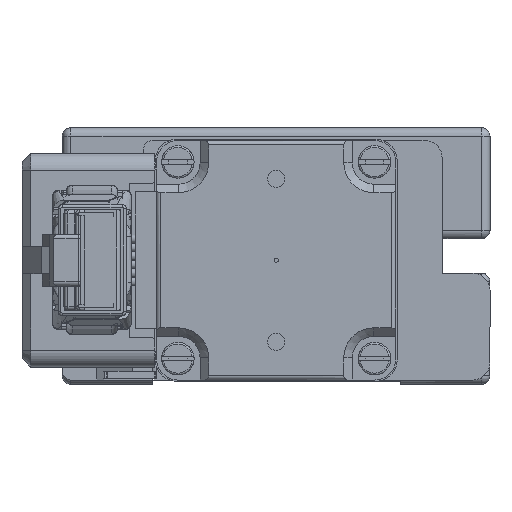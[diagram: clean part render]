
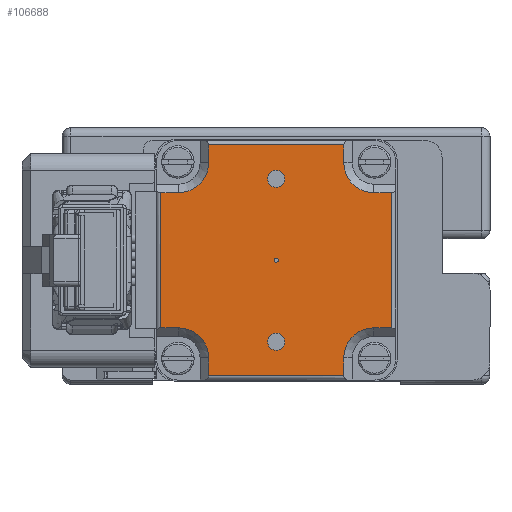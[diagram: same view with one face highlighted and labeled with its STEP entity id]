
A CAD part, front view. The second image highlights one B-rep face of the part: STEP entity #106688.
In plain terms, the highlighted face is planar.
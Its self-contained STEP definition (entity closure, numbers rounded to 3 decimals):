
#4035=CIRCLE('',#145020,1.007);
#4036=CIRCLE('',#145022,1.007);
#4037=CIRCLE('',#145024,0.25);
#4038=CIRCLE('',#145030,3.5);
#4039=CIRCLE('',#145031,3.5);
#4040=CIRCLE('',#145032,3.5);
#4041=CIRCLE('',#145033,3.5);
#35324=ORIENTED_EDGE('',*,*,#50745,.T.);
#35325=ORIENTED_EDGE('',*,*,#50744,.T.);
#35326=ORIENTED_EDGE('',*,*,#50743,.T.);
#35327=ORIENTED_EDGE('',*,*,#50749,.F.);
#35328=ORIENTED_EDGE('',*,*,#50754,.F.);
#35329=ORIENTED_EDGE('',*,*,#50755,.F.);
#35330=ORIENTED_EDGE('',*,*,#50756,.F.);
#35331=ORIENTED_EDGE('',*,*,#50757,.F.);
#35332=ORIENTED_EDGE('',*,*,#50758,.F.);
#35333=ORIENTED_EDGE('',*,*,#50759,.F.);
#35334=ORIENTED_EDGE('',*,*,#50760,.F.);
#35335=ORIENTED_EDGE('',*,*,#50761,.F.);
#35336=ORIENTED_EDGE('',*,*,#50762,.F.);
#35337=ORIENTED_EDGE('',*,*,#50763,.F.);
#35338=ORIENTED_EDGE('',*,*,#50764,.F.);
#35339=ORIENTED_EDGE('',*,*,#50765,.F.);
#35340=ORIENTED_EDGE('',*,*,#50766,.F.);
#35341=ORIENTED_EDGE('',*,*,#50767,.F.);
#35342=ORIENTED_EDGE('',*,*,#50750,.F.);
#50743=EDGE_CURVE('',#60958,#60958,#4035,.T.);
#50744=EDGE_CURVE('',#60959,#60959,#4036,.T.);
#50745=EDGE_CURVE('',#60960,#60960,#4037,.T.);
#50749=EDGE_CURVE('',#60964,#60961,#72851,.T.);
#50750=EDGE_CURVE('',#60961,#60965,#72852,.T.);
#50754=EDGE_CURVE('',#60968,#60964,#72856,.T.);
#50755=EDGE_CURVE('',#60969,#60968,#4038,.T.);
#50756=EDGE_CURVE('',#60970,#60969,#72857,.T.);
#50757=EDGE_CURVE('',#60971,#60970,#72858,.T.);
#50758=EDGE_CURVE('',#60972,#60971,#72859,.T.);
#50759=EDGE_CURVE('',#60973,#60972,#4039,.T.);
#50760=EDGE_CURVE('',#60974,#60973,#72860,.T.);
#50761=EDGE_CURVE('',#60975,#60974,#72861,.T.);
#50762=EDGE_CURVE('',#60976,#60975,#72862,.T.);
#50763=EDGE_CURVE('',#60977,#60976,#4040,.T.);
#50764=EDGE_CURVE('',#60978,#60977,#72863,.T.);
#50765=EDGE_CURVE('',#60979,#60978,#72864,.T.);
#50766=EDGE_CURVE('',#60980,#60979,#72865,.T.);
#50767=EDGE_CURVE('',#60965,#60980,#4041,.T.);
#60958=VERTEX_POINT('',#230138);
#60959=VERTEX_POINT('',#230141);
#60960=VERTEX_POINT('',#230144);
#60961=VERTEX_POINT('',#230147);
#60964=VERTEX_POINT('',#230152);
#60965=VERTEX_POINT('',#230156);
#60968=VERTEX_POINT('',#230164);
#60969=VERTEX_POINT('',#230166);
#60970=VERTEX_POINT('',#230168);
#60971=VERTEX_POINT('',#230170);
#60972=VERTEX_POINT('',#230172);
#60973=VERTEX_POINT('',#230174);
#60974=VERTEX_POINT('',#230176);
#60975=VERTEX_POINT('',#230178);
#60976=VERTEX_POINT('',#230180);
#60977=VERTEX_POINT('',#230182);
#60978=VERTEX_POINT('',#230184);
#60979=VERTEX_POINT('',#230186);
#60980=VERTEX_POINT('',#230188);
#72851=LINE('',#230153,#84758);
#72852=LINE('',#230155,#84759);
#72856=LINE('',#230163,#84763);
#72857=LINE('',#230167,#84764);
#72858=LINE('',#230169,#84765);
#72859=LINE('',#230171,#84766);
#72860=LINE('',#230175,#84767);
#72861=LINE('',#230177,#84768);
#72862=LINE('',#230179,#84769);
#72863=LINE('',#230183,#84770);
#72864=LINE('',#230185,#84771);
#72865=LINE('',#230187,#84772);
#84758=VECTOR('',#171702,1000.);
#84759=VECTOR('',#171705,1000.);
#84763=VECTOR('',#171711,1000.);
#84764=VECTOR('',#171714,1000.);
#84765=VECTOR('',#171715,1000.);
#84766=VECTOR('',#171716,1000.);
#84767=VECTOR('',#171719,1000.);
#84768=VECTOR('',#171720,1000.);
#84769=VECTOR('',#171721,1000.);
#84770=VECTOR('',#171724,1000.);
#84771=VECTOR('',#171725,1000.);
#84772=VECTOR('',#171726,1000.);
#90994=EDGE_LOOP('',(#35324));
#90995=EDGE_LOOP('',(#35325));
#90996=EDGE_LOOP('',(#35326));
#90997=EDGE_LOOP('',(#35327,#35328,#35329,#35330,#35331,#35332,#35333,#35334,
#35335,#35336,#35337,#35338,#35339,#35340,#35341,#35342));
#97214=FACE_BOUND('',#90994,.T.);
#97215=FACE_BOUND('',#90995,.T.);
#97216=FACE_BOUND('',#90996,.T.);
#97217=FACE_BOUND('',#90997,.T.);
#101165=PLANE('',#145029);
#106688=ADVANCED_FACE('',(#97214,#97215,#97216,#97217),#101165,.T.);
#145020=AXIS2_PLACEMENT_3D('',#230137,#171685,#171686);
#145022=AXIS2_PLACEMENT_3D('',#230140,#171689,#171690);
#145024=AXIS2_PLACEMENT_3D('',#230143,#171693,#171694);
#145029=AXIS2_PLACEMENT_3D('',#230162,#171709,#171710);
#145030=AXIS2_PLACEMENT_3D('',#230165,#171712,#171713);
#145031=AXIS2_PLACEMENT_3D('',#230173,#171717,#171718);
#145032=AXIS2_PLACEMENT_3D('',#230181,#171722,#171723);
#145033=AXIS2_PLACEMENT_3D('',#230189,#171727,#171728);
#171685=DIRECTION('',(0.,0.,1.));
#171686=DIRECTION('',(1.,0.,0.));
#171689=DIRECTION('',(0.,0.,1.));
#171690=DIRECTION('',(1.,0.,0.));
#171693=DIRECTION('',(0.,0.,1.));
#171694=DIRECTION('',(-1.,0.,0.));
#171702=DIRECTION('',(-1.,0.,0.));
#171705=DIRECTION('',(0.,-1.,0.));
#171709=DIRECTION('',(0.,0.,-1.));
#171710=DIRECTION('',(1.,0.,0.));
#171711=DIRECTION('',(0.,1.,0.));
#171712=DIRECTION('',(0.,0.,-1.));
#171713=DIRECTION('',(-1.,0.,0.));
#171714=DIRECTION('',(-1.,0.,0.));
#171715=DIRECTION('',(0.,1.,0.));
#171716=DIRECTION('',(1.,0.,0.));
#171717=DIRECTION('',(0.,0.,-1.));
#171718=DIRECTION('',(-1.,0.,0.));
#171719=DIRECTION('',(0.,1.,0.));
#171720=DIRECTION('',(1.,0.,0.));
#171721=DIRECTION('',(0.,-1.,0.));
#171722=DIRECTION('',(0.,0.,-1.));
#171723=DIRECTION('',(1.,0.,0.));
#171724=DIRECTION('',(1.,0.,0.));
#171725=DIRECTION('',(0.,-1.,0.));
#171726=DIRECTION('',(-1.,0.,0.));
#171727=DIRECTION('',(0.,0.,-1.));
#171728=DIRECTION('',(1.,0.,0.));
#230137=CARTESIAN_POINT('',(-9.525,0.,-26.));
#230138=CARTESIAN_POINT('',(-8.519,0.,-26.));
#230140=CARTESIAN_POINT('',(9.525,0.,-26.));
#230141=CARTESIAN_POINT('',(10.532,0.,-26.));
#230143=CARTESIAN_POINT('',(0.,0.,-26.));
#230144=CARTESIAN_POINT('',(-0.25,0.,-26.));
#230147=CARTESIAN_POINT('',(-7.9,13.5,-26.));
#230152=CARTESIAN_POINT('',(7.9,13.5,-26.));
#230153=CARTESIAN_POINT('',(7.9,13.5,-26.));
#230155=CARTESIAN_POINT('',(-7.9,13.5,-26.));
#230156=CARTESIAN_POINT('',(-7.9,11.4,-26.));
#230162=CARTESIAN_POINT('',(0.,0.,-26.));
#230163=CARTESIAN_POINT('',(7.9,11.4,-26.));
#230164=CARTESIAN_POINT('',(7.9,11.4,-26.));
#230165=CARTESIAN_POINT('',(11.4,11.4,-26.));
#230166=CARTESIAN_POINT('',(11.4,7.9,-26.));
#230167=CARTESIAN_POINT('',(13.5,7.9,-26.));
#230168=CARTESIAN_POINT('',(13.5,7.9,-26.));
#230169=CARTESIAN_POINT('',(13.5,-7.9,-26.));
#230170=CARTESIAN_POINT('',(13.5,-7.9,-26.));
#230171=CARTESIAN_POINT('',(11.4,-7.9,-26.));
#230172=CARTESIAN_POINT('',(11.4,-7.9,-26.));
#230173=CARTESIAN_POINT('',(11.4,-11.4,-26.));
#230174=CARTESIAN_POINT('',(7.9,-11.4,-26.));
#230175=CARTESIAN_POINT('',(7.9,-13.5,-26.));
#230176=CARTESIAN_POINT('',(7.9,-13.5,-26.));
#230177=CARTESIAN_POINT('',(-7.9,-13.5,-26.));
#230178=CARTESIAN_POINT('',(-7.9,-13.5,-26.));
#230179=CARTESIAN_POINT('',(-7.9,-11.4,-26.));
#230180=CARTESIAN_POINT('',(-7.9,-11.4,-26.));
#230181=CARTESIAN_POINT('',(-11.4,-11.4,-26.));
#230182=CARTESIAN_POINT('',(-11.4,-7.9,-26.));
#230183=CARTESIAN_POINT('',(-13.5,-7.9,-26.));
#230184=CARTESIAN_POINT('',(-13.5,-7.9,-26.));
#230185=CARTESIAN_POINT('',(-13.5,7.9,-26.));
#230186=CARTESIAN_POINT('',(-13.5,7.9,-26.));
#230187=CARTESIAN_POINT('',(-11.4,7.9,-26.));
#230188=CARTESIAN_POINT('',(-11.4,7.9,-26.));
#230189=CARTESIAN_POINT('',(-11.4,11.4,-26.));
